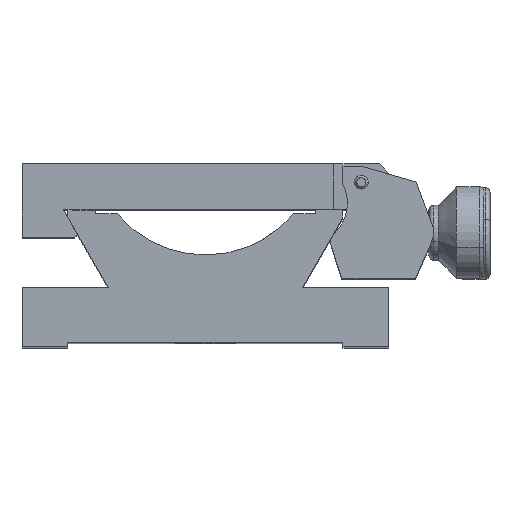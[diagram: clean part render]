
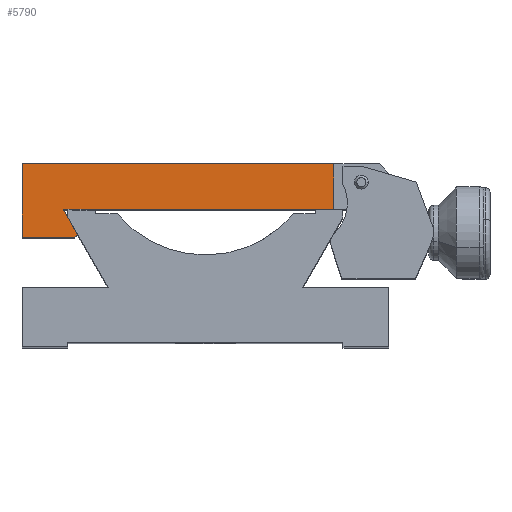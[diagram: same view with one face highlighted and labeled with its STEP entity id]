
A CAD part, top view. The second image highlights one B-rep face of the part: STEP entity #5790.
In plain terms, the highlighted planar face has unit normal (0, 0, 1).
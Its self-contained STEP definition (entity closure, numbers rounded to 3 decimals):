
#958 = VERTEX_POINT ( 'NONE', #39770 ) ;
#3186 = VERTEX_POINT ( 'NONE', #25567 ) ;
#3446 = PLANE ( 'NONE',  #25195 ) ;
#3509 = EDGE_CURVE ( 'NONE', #46735, #50641, #61255, .T. ) ;
#3903 = VERTEX_POINT ( 'NONE', #61508 ) ;
#5790 = ADVANCED_FACE ( 'NONE', ( #12746 ), #3446, .T. ) ;
#6935 = EDGE_CURVE ( 'NONE', #3903, #3186, #10656, .T. ) ;
#7264 = VECTOR ( 'NONE', #55447, 1000. ) ;
#7600 = DIRECTION ( 'NONE',  ( 0., 0., 1. ) ) ;
#9676 = DIRECTION ( 'NONE',  ( 1., 0., 0. ) ) ;
#10656 = LINE ( 'NONE', #16508, #62809 ) ;
#11422 = EDGE_CURVE ( 'NONE', #37612, #46735, #63429, .T. ) ;
#12068 = LINE ( 'NONE', #49221, #62039 ) ;
#12746 = FACE_OUTER_BOUND ( 'NONE', #33370, .T. ) ;
#14938 = VECTOR ( 'NONE', #37290, 1000. ) ;
#16301 = CARTESIAN_POINT ( 'NONE',  ( -193.723, 41.882, 18.16 ) ) ;
#16508 = CARTESIAN_POINT ( 'NONE',  ( -189.223, 36.882, 18.16 ) ) ;
#19112 = ORIENTED_EDGE ( 'NONE', *, *, #53166, .F. ) ;
#20456 = ORIENTED_EDGE ( 'NONE', *, *, #65243, .T. ) ;
#22069 = DIRECTION ( 'NONE',  ( -0.5, 0.866, 0. ) ) ;
#22868 = EDGE_CURVE ( 'NONE', #958, #3903, #12068, .T. ) ;
#23096 = CARTESIAN_POINT ( 'NONE',  ( -173.723, 36.882, 18.16 ) ) ;
#25195 = AXIS2_PLACEMENT_3D ( 'NONE', #23096, #7600, #34080 ) ;
#25567 = CARTESIAN_POINT ( 'NONE',  ( -159.723, 36.882, 18.16 ) ) ;
#27327 = CARTESIAN_POINT ( 'NONE',  ( -193.723, 33.882, 18.16 ) ) ;
#29646 = LINE ( 'NONE', #56800, #35004 ) ;
#31376 = CARTESIAN_POINT ( 'NONE',  ( -159.723, 41.882, 18.16 ) ) ;
#32053 = CARTESIAN_POINT ( 'NONE',  ( -159.723, 41.882, 18.16 ) ) ;
#32858 = CARTESIAN_POINT ( 'NONE',  ( -193.723, 41.882, 18.16 ) ) ;
#33370 = EDGE_LOOP ( 'NONE', ( #19112, #62026, #48419, #20456, #61464, #66088, #50092 ) ) ;
#34080 = DIRECTION ( 'NONE',  ( 1., 0., 0. ) ) ;
#35004 = VECTOR ( 'NONE', #9676, 1000. ) ;
#37206 = LINE ( 'NONE', #32053, #56655 ) ;
#37290 = DIRECTION ( 'NONE',  ( -1., 0., 0. ) ) ;
#37612 = VERTEX_POINT ( 'NONE', #31376 ) ;
#39770 = CARTESIAN_POINT ( 'NONE',  ( -187.674, 34.199, 18.16 ) ) ;
#42032 = DIRECTION ( 'NONE',  ( 0., -1., 0. ) ) ;
#44439 = CARTESIAN_POINT ( 'NONE',  ( -193.723, 41.882, 18.16 ) ) ;
#46735 = VERTEX_POINT ( 'NONE', #32858 ) ;
#48017 = VECTOR ( 'NONE', #65391, 1000. ) ;
#48419 = ORIENTED_EDGE ( 'NONE', *, *, #3509, .T. ) ;
#49221 = CARTESIAN_POINT ( 'NONE',  ( -187.491, 33.882, 18.16 ) ) ;
#49616 = VERTEX_POINT ( 'NONE', #59992 ) ;
#50092 = ORIENTED_EDGE ( 'NONE', *, *, #6935, .T. ) ;
#50641 = VERTEX_POINT ( 'NONE', #27327 ) ;
#52647 = DIRECTION ( 'NONE',  ( 1., 0., 0. ) ) ;
#53077 = EDGE_CURVE ( 'NONE', #49616, #958, #55804, .T. ) ;
#53166 = EDGE_CURVE ( 'NONE', #37612, #3186, #37206, .T. ) ;
#55447 = DIRECTION ( 'NONE',  ( 0.707, 0.707, 0. ) ) ;
#55804 = LINE ( 'NONE', #65765, #7264 ) ;
#56655 = VECTOR ( 'NONE', #42032, 1000. ) ;
#56800 = CARTESIAN_POINT ( 'NONE',  ( -193.723, 33.882, 18.16 ) ) ;
#59992 = CARTESIAN_POINT ( 'NONE',  ( -187.991, 33.882, 18.16 ) ) ;
#61255 = LINE ( 'NONE', #44439, #48017 ) ;
#61464 = ORIENTED_EDGE ( 'NONE', *, *, #53077, .T. ) ;
#61508 = CARTESIAN_POINT ( 'NONE',  ( -189.223, 36.882, 18.16 ) ) ;
#62026 = ORIENTED_EDGE ( 'NONE', *, *, #11422, .T. ) ;
#62039 = VECTOR ( 'NONE', #22069, 1000. ) ;
#62809 = VECTOR ( 'NONE', #52647, 1000. ) ;
#63429 = LINE ( 'NONE', #16301, #14938 ) ;
#65243 = EDGE_CURVE ( 'NONE', #50641, #49616, #29646, .T. ) ;
#65391 = DIRECTION ( 'NONE',  ( 0., -1., 0. ) ) ;
#65765 = CARTESIAN_POINT ( 'NONE',  ( -179.357, 42.516, 18.16 ) ) ;
#66088 = ORIENTED_EDGE ( 'NONE', *, *, #22868, .T. ) ;
